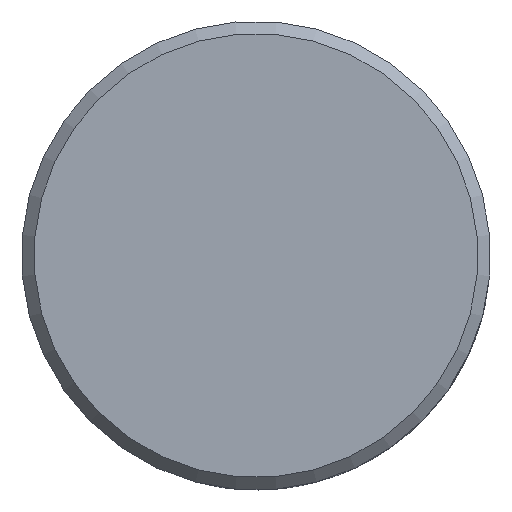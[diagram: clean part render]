
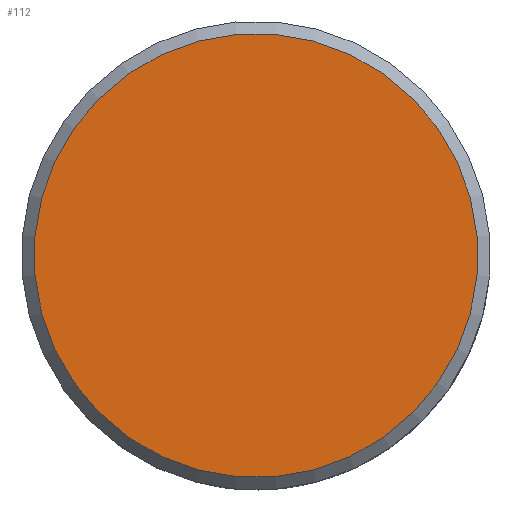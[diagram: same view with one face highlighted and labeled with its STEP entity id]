
A CAD part, left-side view. The second image highlights one B-rep face of the part: STEP entity #112.
In plain terms, the highlighted planar face has unit normal (-1, 0, 0).
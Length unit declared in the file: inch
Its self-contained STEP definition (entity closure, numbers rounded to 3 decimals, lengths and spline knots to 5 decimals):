
#15=PLANE('',#137);
#26=FACE_OUTER_BOUND('',#34,.T.);
#34=EDGE_LOOP('',(#95));
#52=CIRCLE('',#138,0.1775);
#62=VERTEX_POINT('',#239);
#74=EDGE_CURVE('',#62,#62,#52,.T.);
#95=ORIENTED_EDGE('',*,*,#74,.T.);
#112=ADVANCED_FACE('',(#26),#15,.T.);
#137=AXIS2_PLACEMENT_3D('',#238,#162,#163);
#138=AXIS2_PLACEMENT_3D('',#240,#164,#165);
#162=DIRECTION('center_axis',(-1.,0.,0.));
#163=DIRECTION('ref_axis',(0.,0.819,-0.574));
#164=DIRECTION('center_axis',(-1.,0.,0.));
#165=DIRECTION('ref_axis',(0.,0.819,-0.574));
#238=CARTESIAN_POINT('Origin',(-0.44027,0.52299,-0.21733));
#239=CARTESIAN_POINT('',(-0.44027,0.66839,-0.31914));
#240=CARTESIAN_POINT('Origin',(-0.44027,0.52299,-0.21733));
